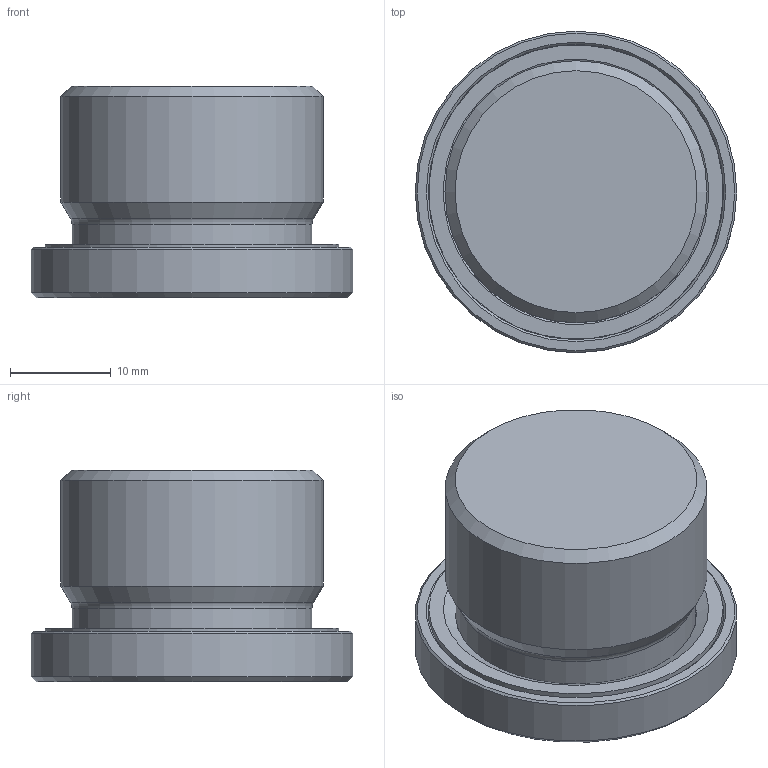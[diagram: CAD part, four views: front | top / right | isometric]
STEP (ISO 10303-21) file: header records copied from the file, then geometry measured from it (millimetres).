
FILE_DESCRIPTION((''),'2;1');
FILE_NAME('7200226.stp','2014-09-02T14:18:58',(''),('KNOMI spol. s r. o.'),'Autodesk Inventor 2012','Autodesk Inventor 2012','');
FILE_SCHEMA(('AUTOMOTIVE_DESIGN { 1 2 10303 214 0 1 1 1 }'));
Length unit declared in the file: millimetre
Products named in the file (3): ZKE M26x1,5; 720 02 265; 60927262734
Assembly tree (2 placements, depth 2):
  ZKE M26x1,5
    720 02 265
    60927262734
Bounding box: 31.9 x 31.9 x 21 mm (x, y, z)
Volume: 10436.1 mm3; surface area: 4745.1 mm2
Topology: 2 solids, 2 shells, 51 faces, 121 edges, 77 vertices
Faces by surface type: plane 25, cylinder 13, cone 8, torus 5
Full cylindrical faces by diameter (mm): 13.9 x1, 23.8 x1, 23.9 x1, 26 x1, 29.2 x1, 29.3 x1, 31.9 x1
Entity records: 1541 total; most frequent: CARTESIAN_POINT 334, DIRECTION 228, ORIENTED_EDGE 194, AXIS2_PLACEMENT_3D 99, EDGE_CURVE 97, EDGE_LOOP 76, VERTEX_POINT 73, STYLED_ITEM 53
